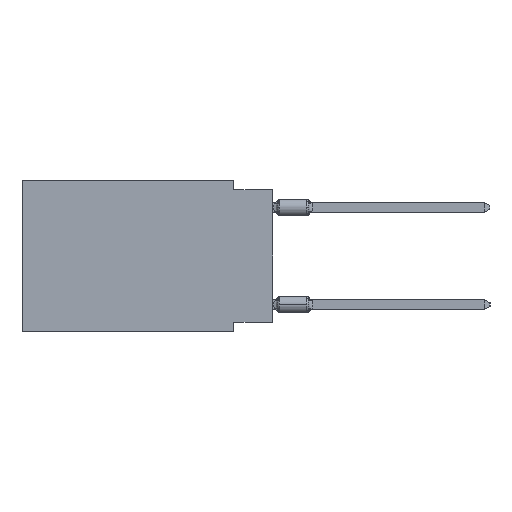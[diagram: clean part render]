
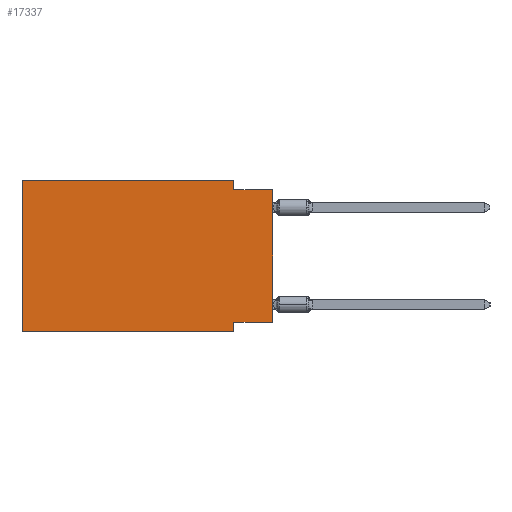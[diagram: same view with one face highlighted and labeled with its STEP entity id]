
A CAD part, left-side view. The second image highlights one B-rep face of the part: STEP entity #17337.
In plain terms, the highlighted planar face has unit normal (-1, 0, 0).
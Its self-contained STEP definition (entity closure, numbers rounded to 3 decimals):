
#3039 = DIRECTION ( 'NONE',  ( 0., -1., 0. ) ) ;
#3106 = VECTOR ( 'NONE', #44927, 1000. ) ;
#4676 = VERTEX_POINT ( 'NONE', #12546 ) ;
#5525 = VECTOR ( 'NONE', #58252, 1000. ) ;
#6455 = LINE ( 'NONE', #59171, #5525 ) ;
#6549 = ORIENTED_EDGE ( 'NONE', *, *, #59545, .T. ) ;
#6635 = LINE ( 'NONE', #25762, #3106 ) ;
#8531 = EDGE_CURVE ( 'NONE', #53360, #21031, #58035, .T. ) ;
#9217 = DIRECTION ( 'NONE',  ( 1., 0., 0. ) ) ;
#9608 = CARTESIAN_POINT ( 'NONE',  ( 0., 2.54, 0. ) ) ;
#10434 = DIRECTION ( 'NONE',  ( 0., 0., -1. ) ) ;
#10946 = VECTOR ( 'NONE', #48922, 1000. ) ;
#11248 = DIRECTION ( 'NONE',  ( 0., 1., 0. ) ) ;
#12546 = CARTESIAN_POINT ( 'NONE',  ( 0., 16.383, -9.906 ) ) ;
#13436 = EDGE_CURVE ( 'NONE', #61060, #47780, #25657, .T. ) ;
#13477 = VECTOR ( 'NONE', #11248, 1000. ) ;
#13998 = EDGE_CURVE ( 'NONE', #4676, #53360, #6455, .T. ) ;
#14144 = CARTESIAN_POINT ( 'NONE',  ( 0., 2.54, -9.906 ) ) ;
#15903 = EDGE_CURVE ( 'NONE', #47780, #34592, #25131, .T. ) ;
#17094 = CARTESIAN_POINT ( 'NONE',  ( 0., 16.383, -9.906 ) ) ;
#17337 = ADVANCED_FACE ( 'NONE', ( #47198 ), #18934, .F. ) ;
#18018 = CARTESIAN_POINT ( 'NONE',  ( 0., 0., -9.271 ) ) ;
#18934 = PLANE ( 'NONE',  #27840 ) ;
#20361 = CARTESIAN_POINT ( 'NONE',  ( 0., 16.383, 0. ) ) ;
#21031 = VERTEX_POINT ( 'NONE', #9608 ) ;
#24053 = ORIENTED_EDGE ( 'NONE', *, *, #48699, .F. ) ;
#24181 = VECTOR ( 'NONE', #53644, 1000. ) ;
#24573 = DIRECTION ( 'NONE',  ( 0., 0., -1. ) ) ;
#25131 = LINE ( 'NONE', #44301, #59795 ) ;
#25657 = LINE ( 'NONE', #48919, #13477 ) ;
#25762 = CARTESIAN_POINT ( 'NONE',  ( 0., 2.54, 0. ) ) ;
#26621 = CARTESIAN_POINT ( 'NONE',  ( 0., 2.54, -0.635 ) ) ;
#27840 = AXIS2_PLACEMENT_3D ( 'NONE', #28346, #9217, #24573 ) ;
#28346 = CARTESIAN_POINT ( 'NONE',  ( 0., 16.383, 0. ) ) ;
#29579 = CARTESIAN_POINT ( 'NONE',  ( 0., 16.383, 0. ) ) ;
#29958 = ORIENTED_EDGE ( 'NONE', *, *, #32220, .T. ) ;
#30520 = CARTESIAN_POINT ( 'NONE',  ( 0., 0., -0.635 ) ) ;
#32220 = EDGE_CURVE ( 'NONE', #61060, #47762, #58959, .T. ) ;
#32656 = ORIENTED_EDGE ( 'NONE', *, *, #13436, .F. ) ;
#32701 = ORIENTED_EDGE ( 'NONE', *, *, #13998, .F. ) ;
#34592 = VERTEX_POINT ( 'NONE', #14144 ) ;
#35934 = DIRECTION ( 'NONE',  ( 0., -1., 0. ) ) ;
#36090 = VERTEX_POINT ( 'NONE', #26621 ) ;
#39819 = CARTESIAN_POINT ( 'NONE',  ( 0., 0., 0. ) ) ;
#40909 = VECTOR ( 'NONE', #35934, 1000. ) ;
#41973 = EDGE_LOOP ( 'NONE', ( #29958, #24053, #50410, #46662, #32701, #6549, #58248, #32656 ) ) ;
#44301 = CARTESIAN_POINT ( 'NONE',  ( 0., 2.54, -9.906 ) ) ;
#44927 = DIRECTION ( 'NONE',  ( 0., 0., -1. ) ) ;
#46662 = ORIENTED_EDGE ( 'NONE', *, *, #8531, .F. ) ;
#47198 = FACE_OUTER_BOUND ( 'NONE', #41973, .T. ) ;
#47762 = VERTEX_POINT ( 'NONE', #30520 ) ;
#47780 = VERTEX_POINT ( 'NONE', #50281 ) ;
#48699 = EDGE_CURVE ( 'NONE', #36090, #47762, #59230, .T. ) ;
#48919 = CARTESIAN_POINT ( 'NONE',  ( 0., 0., -9.271 ) ) ;
#48922 = DIRECTION ( 'NONE',  ( 0., -1., 0. ) ) ;
#50281 = CARTESIAN_POINT ( 'NONE',  ( 0., 2.54, -9.271 ) ) ;
#50410 = ORIENTED_EDGE ( 'NONE', *, *, #53677, .F. ) ;
#51064 = CARTESIAN_POINT ( 'NONE',  ( 0., 0., -0.635 ) ) ;
#53360 = VERTEX_POINT ( 'NONE', #29579 ) ;
#53644 = DIRECTION ( 'NONE',  ( 0., 0., 1. ) ) ;
#53677 = EDGE_CURVE ( 'NONE', #21031, #36090, #6635, .T. ) ;
#54746 = LINE ( 'NONE', #17094, #40909 ) ;
#54824 = VECTOR ( 'NONE', #3039, 1000. ) ;
#58035 = LINE ( 'NONE', #20361, #10946 ) ;
#58248 = ORIENTED_EDGE ( 'NONE', *, *, #15903, .F. ) ;
#58252 = DIRECTION ( 'NONE',  ( 0., 0., 1. ) ) ;
#58959 = LINE ( 'NONE', #39819, #24181 ) ;
#59171 = CARTESIAN_POINT ( 'NONE',  ( 0., 16.383, 0. ) ) ;
#59230 = LINE ( 'NONE', #51064, #54824 ) ;
#59545 = EDGE_CURVE ( 'NONE', #4676, #34592, #54746, .T. ) ;
#59795 = VECTOR ( 'NONE', #10434, 1000. ) ;
#61060 = VERTEX_POINT ( 'NONE', #18018 ) ;
